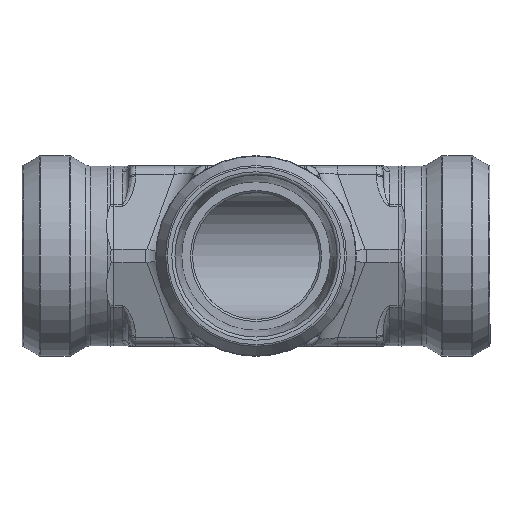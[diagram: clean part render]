
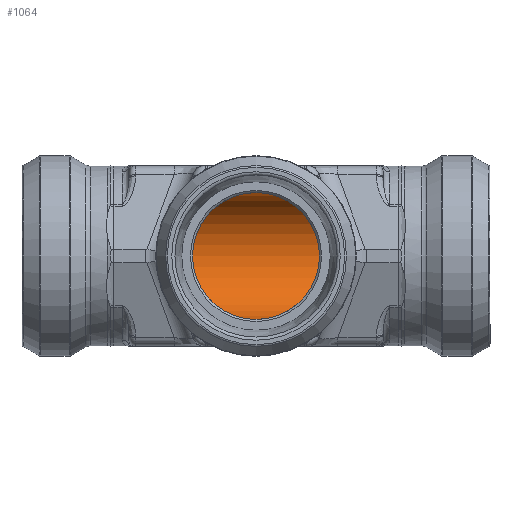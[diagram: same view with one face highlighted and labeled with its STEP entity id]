
A CAD part, front view. The second image highlights one B-rep face of the part: STEP entity #1064.
In plain terms, the highlighted cylindrical face has radius 9.5 mm (diameter 19 mm), a full revolution.
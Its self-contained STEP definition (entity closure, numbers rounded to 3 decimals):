
#348=CYLINDRICAL_SURFACE('',#7150,9.5);
#374=ELLIPSE('',#7147,13.435,9.5);
#375=ELLIPSE('',#7148,13.435,9.5);
#1064=ADVANCED_FACE('',(#1572,#1573,#1574),#348,.F.);
#1496=CIRCLE('',#7145,9.5);
#1497=CIRCLE('',#7149,9.5);
#1572=FACE_BOUND('',#2012,.T.);
#1573=FACE_BOUND('',#2013,.T.);
#1574=FACE_BOUND('',#2014,.T.);
#2012=EDGE_LOOP('',(#4702,#4703));
#2013=EDGE_LOOP('',(#4704));
#2014=EDGE_LOOP('',(#4705));
#4702=ORIENTED_EDGE('',*,*,#6363,.T.);
#4703=ORIENTED_EDGE('',*,*,#6364,.T.);
#4704=ORIENTED_EDGE('',*,*,#6362,.F.);
#4705=ORIENTED_EDGE('',*,*,#6365,.T.);
#5430=VERTEX_POINT('',#15014);
#5431=VERTEX_POINT('',#15017);
#5432=VERTEX_POINT('',#15018);
#5433=VERTEX_POINT('',#15021);
#6362=EDGE_CURVE('',#5430,#5430,#1496,.T.);
#6363=EDGE_CURVE('',#5431,#5432,#374,.T.);
#6364=EDGE_CURVE('',#5432,#5431,#375,.T.);
#6365=EDGE_CURVE('',#5433,#5433,#1497,.T.);
#7145=AXIS2_PLACEMENT_3D('',#15013,#8717,#8718);
#7147=AXIS2_PLACEMENT_3D('',#15016,#8721,#8722);
#7148=AXIS2_PLACEMENT_3D('',#15019,#8723,#8724);
#7149=AXIS2_PLACEMENT_3D('',#15020,#8725,#8726);
#7150=AXIS2_PLACEMENT_3D('',#15022,#8727,#8728);
#8717=DIRECTION('',(-1.,0.,0.));
#8718=DIRECTION('',(0.,0.,-1.));
#8721=DIRECTION('',(-0.707,-0.707,0.));
#8722=DIRECTION('',(0.707,-0.707,0.));
#8723=DIRECTION('',(0.707,-0.707,0.));
#8724=DIRECTION('',(-0.707,-0.707,0.));
#8725=DIRECTION('',(-1.,0.,0.));
#8726=DIRECTION('',(0.,0.,1.));
#8727=DIRECTION('',(1.,0.,0.));
#8728=DIRECTION('',(0.,0.,-1.));
#15013=CARTESIAN_POINT('',(27.2,0.,0.));
#15014=CARTESIAN_POINT('',(27.2,0.,-9.5));
#15016=CARTESIAN_POINT('',(0.,0.,0.));
#15017=CARTESIAN_POINT('',(0.,0.,-9.5));
#15018=CARTESIAN_POINT('',(0.,0.,9.5));
#15019=CARTESIAN_POINT('',(0.,0.,0.));
#15020=CARTESIAN_POINT('',(-27.2,0.,0.));
#15021=CARTESIAN_POINT('',(-27.2,0.,9.5));
#15022=CARTESIAN_POINT('',(35.,0.,0.));
